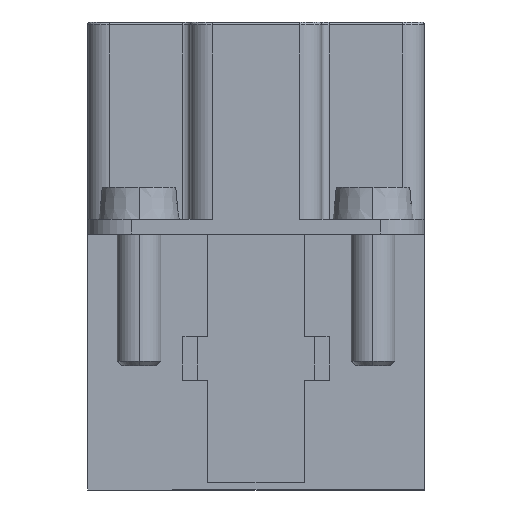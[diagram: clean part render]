
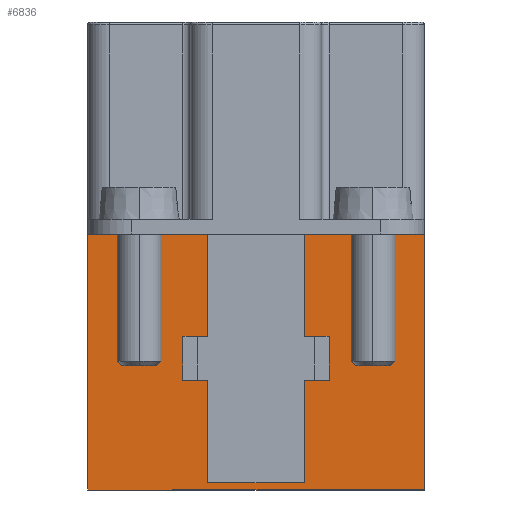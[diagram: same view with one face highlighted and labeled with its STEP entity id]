
A CAD part, left-side view. The second image highlights one B-rep face of the part: STEP entity #6836.
In plain terms, the highlighted planar face has unit normal (-1, 0, 0).
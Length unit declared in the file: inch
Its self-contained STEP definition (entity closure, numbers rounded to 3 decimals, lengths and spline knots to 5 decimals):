
#265 = VECTOR ( 'NONE', #514, 39.37008 ) ;
#514 = DIRECTION ( 'NONE',  ( 0., 0., -1. ) ) ;
#515 = LINE ( 'NONE', #9626, #8553 ) ;
#581 = VERTEX_POINT ( 'NONE', #5797 ) ;
#603 = CARTESIAN_POINT ( 'NONE',  ( -0.77953, -0.45276, -0.31496 ) ) ;
#632 = LINE ( 'NONE', #12467, #8220 ) ;
#1206 = VERTEX_POINT ( 'NONE', #2106 ) ;
#1348 = FACE_OUTER_BOUND ( 'NONE', #11035, .T. ) ;
#1413 = LINE ( 'NONE', #1494, #14499 ) ;
#1494 = CARTESIAN_POINT ( 'NONE',  ( -0.77953, -0.19685, -1.1811 ) ) ;
#1707 = CARTESIAN_POINT ( 'NONE',  ( -0.77953, -0.19685, -0.59055 ) ) ;
#1905 = CARTESIAN_POINT ( 'NONE',  ( -0.77953, -0.12992, -1.1811 ) ) ;
#2009 = CARTESIAN_POINT ( 'NONE',  ( -0.77953, -0.12992, -1.1811 ) ) ;
#2106 = CARTESIAN_POINT ( 'NONE',  ( -0.77953, -0.12992, -0.31496 ) ) ;
#2166 = DIRECTION ( 'NONE',  ( 0., 0., 1. ) ) ;
#2310 = ORIENTED_EDGE ( 'NONE', *, *, #7472, .T. ) ;
#2312 = CARTESIAN_POINT ( 'NONE',  ( -0.77953, 0.12992, -0.70866 ) ) ;
#2330 = LINE ( 'NONE', #5289, #6208 ) ;
#2637 = DIRECTION ( 'NONE',  ( 0., 1., 0. ) ) ;
#2726 = VERTEX_POINT ( 'NONE', #8555 ) ;
#3042 = AXIS2_PLACEMENT_3D ( 'NONE', #6497, #9154, #14421 ) ;
#3102 = ORIENTED_EDGE ( 'NONE', *, *, #8091, .T. ) ;
#3107 = DIRECTION ( 'NONE',  ( 0., -1., 0. ) ) ;
#3151 = CARTESIAN_POINT ( 'NONE',  ( -0.77953, -0.12992, -0.59055 ) ) ;
#3549 = VERTEX_POINT ( 'NONE', #6291 ) ;
#3729 = CARTESIAN_POINT ( 'NONE',  ( -0.77953, 0.19685, -1.1811 ) ) ;
#3731 = LINE ( 'NONE', #17343, #6187 ) ;
#3835 = DIRECTION ( 'NONE',  ( 0., -1., 0. ) ) ;
#3861 = LINE ( 'NONE', #17025, #12886 ) ;
#3905 = VECTOR ( 'NONE', #14264, 39.37008 ) ;
#4008 = VERTEX_POINT ( 'NONE', #3151 ) ;
#4104 = CARTESIAN_POINT ( 'NONE',  ( -0.77953, -0.45276, -1.00394 ) ) ;
#4281 = EDGE_CURVE ( 'NONE', #10915, #8945, #10506, .T. ) ;
#4380 = LINE ( 'NONE', #2009, #6943 ) ;
#4405 = ORIENTED_EDGE ( 'NONE', *, *, #13651, .T. ) ;
#4925 = ORIENTED_EDGE ( 'NONE', *, *, #5586, .F. ) ;
#5023 = VERTEX_POINT ( 'NONE', #7882 ) ;
#5035 = LINE ( 'NONE', #14526, #11911 ) ;
#5037 = DIRECTION ( 'NONE',  ( 0., 1., 0. ) ) ;
#5099 = PLANE ( 'NONE',  #3042 ) ;
#5162 = DIRECTION ( 'NONE',  ( 0., 0., -1. ) ) ;
#5289 = CARTESIAN_POINT ( 'NONE',  ( -0.77953, 0.45276, -1.1811 ) ) ;
#5425 = ORIENTED_EDGE ( 'NONE', *, *, #8262, .F. ) ;
#5520 = EDGE_CURVE ( 'NONE', #9067, #8945, #515, .T. ) ;
#5586 = EDGE_CURVE ( 'NONE', #16396, #16169, #5035, .T. ) ;
#5698 = EDGE_CURVE ( 'NONE', #9067, #1206, #14965, .T. ) ;
#5797 = CARTESIAN_POINT ( 'NONE',  ( -0.77953, -0.12992, -0.98425 ) ) ;
#5823 = EDGE_CURVE ( 'NONE', #16322, #3549, #1413, .T. ) ;
#5946 = DIRECTION ( 'NONE',  ( 0., -1., 0. ) ) ;
#5974 = VECTOR ( 'NONE', #16361, 39.37008 ) ;
#6064 = ORIENTED_EDGE ( 'NONE', *, *, #5823, .T. ) ;
#6130 = VECTOR ( 'NONE', #2166, 39.37008 ) ;
#6187 = VECTOR ( 'NONE', #10654, 39.37008 ) ;
#6208 = VECTOR ( 'NONE', #11797, 39.37008 ) ;
#6291 = CARTESIAN_POINT ( 'NONE',  ( -0.77953, -0.19685, -0.70866 ) ) ;
#6497 = CARTESIAN_POINT ( 'NONE',  ( -0.77953, 0.45276, -1.1811 ) ) ;
#6608 = CARTESIAN_POINT ( 'NONE',  ( -0.77953, -0.12992, -0.70866 ) ) ;
#6682 = ORIENTED_EDGE ( 'NONE', *, *, #13292, .T. ) ;
#6836 = ADVANCED_FACE ( 'NONE', ( #1348 ), #5099, .T. ) ;
#6943 = VECTOR ( 'NONE', #8321, 39.37008 ) ;
#7231 = VERTEX_POINT ( 'NONE', #14303 ) ;
#7472 = EDGE_CURVE ( 'NONE', #14602, #581, #4380, .T. ) ;
#7522 = ORIENTED_EDGE ( 'NONE', *, *, #15903, .T. ) ;
#7882 = CARTESIAN_POINT ( 'NONE',  ( -0.77953, 0.12992, -0.98425 ) ) ;
#7929 = EDGE_CURVE ( 'NONE', #1206, #4008, #16643, .T. ) ;
#8091 = EDGE_CURVE ( 'NONE', #2726, #16249, #14188, .T. ) ;
#8174 = ORIENTED_EDGE ( 'NONE', *, *, #14517, .T. ) ;
#8204 = ORIENTED_EDGE ( 'NONE', *, *, #4281, .T. ) ;
#8220 = VECTOR ( 'NONE', #5946, 39.37008 ) ;
#8262 = EDGE_CURVE ( 'NONE', #14602, #3549, #3731, .T. ) ;
#8321 = DIRECTION ( 'NONE',  ( 0., 0., -1. ) ) ;
#8390 = ORIENTED_EDGE ( 'NONE', *, *, #10772, .T. ) ;
#8553 = VECTOR ( 'NONE', #14985, 39.37008 ) ;
#8555 = CARTESIAN_POINT ( 'NONE',  ( -0.77953, 0.12992, -0.59055 ) ) ;
#8792 = CARTESIAN_POINT ( 'NONE',  ( -0.77953, 0.45276, -1.00394 ) ) ;
#8945 = VERTEX_POINT ( 'NONE', #4104 ) ;
#9067 = VERTEX_POINT ( 'NONE', #603 ) ;
#9154 = DIRECTION ( 'NONE',  ( -1., 0., 0. ) ) ;
#9435 = CARTESIAN_POINT ( 'NONE',  ( -0.77953, 0.12992, -1.1811 ) ) ;
#9626 = CARTESIAN_POINT ( 'NONE',  ( -0.77953, -0.45276, 0.25591 ) ) ;
#9691 = LINE ( 'NONE', #1707, #14991 ) ;
#10394 = DIRECTION ( 'NONE',  ( 0., -1., 0. ) ) ;
#10506 = LINE ( 'NONE', #11818, #12216 ) ;
#10654 = DIRECTION ( 'NONE',  ( 0., -1., 0. ) ) ;
#10772 = EDGE_CURVE ( 'NONE', #7231, #2726, #9691, .T. ) ;
#10915 = VERTEX_POINT ( 'NONE', #8792 ) ;
#11035 = EDGE_LOOP ( 'NONE', ( #4925, #6682, #8390, #3102, #14710, #8174, #8204, #14324, #17129, #14717, #13528, #6064, #5425, #2310, #4405, #7522 ) ) ;
#11353 = EDGE_CURVE ( 'NONE', #4008, #16322, #632, .T. ) ;
#11797 = DIRECTION ( 'NONE',  ( 0., 0., -1. ) ) ;
#11818 = CARTESIAN_POINT ( 'NONE',  ( -0.77953, -0.28346, -1.00394 ) ) ;
#11911 = VECTOR ( 'NONE', #10394, 39.37008 ) ;
#12216 = VECTOR ( 'NONE', #3835, 39.37008 ) ;
#12467 = CARTESIAN_POINT ( 'NONE',  ( -0.77953, -0.19685, -0.59055 ) ) ;
#12886 = VECTOR ( 'NONE', #2637, 39.37008 ) ;
#12990 = VERTEX_POINT ( 'NONE', #16111 ) ;
#13035 = CARTESIAN_POINT ( 'NONE',  ( -0.77953, 0.45276, -0.31496 ) ) ;
#13292 = EDGE_CURVE ( 'NONE', #16396, #7231, #17071, .T. ) ;
#13528 = ORIENTED_EDGE ( 'NONE', *, *, #11353, .T. ) ;
#13547 = VECTOR ( 'NONE', #5037, 39.37008 ) ;
#13651 = EDGE_CURVE ( 'NONE', #581, #5023, #3861, .T. ) ;
#14146 = CARTESIAN_POINT ( 'NONE',  ( -0.77953, 0.19685, -0.70866 ) ) ;
#14188 = LINE ( 'NONE', #14267, #6130 ) ;
#14264 = DIRECTION ( 'NONE',  ( 0., 0., 1. ) ) ;
#14267 = CARTESIAN_POINT ( 'NONE',  ( -0.77953, 0.12992, -1.1811 ) ) ;
#14303 = CARTESIAN_POINT ( 'NONE',  ( -0.77953, 0.19685, -0.59055 ) ) ;
#14324 = ORIENTED_EDGE ( 'NONE', *, *, #5520, .F. ) ;
#14421 = DIRECTION ( 'NONE',  ( 0., 0., 1. ) ) ;
#14499 = VECTOR ( 'NONE', #5162, 39.37008 ) ;
#14517 = EDGE_CURVE ( 'NONE', #12990, #10915, #2330, .T. ) ;
#14526 = CARTESIAN_POINT ( 'NONE',  ( -0.77953, -0.19685, -0.70866 ) ) ;
#14602 = VERTEX_POINT ( 'NONE', #6608 ) ;
#14710 = ORIENTED_EDGE ( 'NONE', *, *, #15808, .T. ) ;
#14711 = LINE ( 'NONE', #13035, #13547 ) ;
#14717 = ORIENTED_EDGE ( 'NONE', *, *, #7929, .T. ) ;
#14732 = VECTOR ( 'NONE', #16456, 39.37008 ) ;
#14878 = LINE ( 'NONE', #9435, #5974 ) ;
#14965 = LINE ( 'NONE', #15141, #14732 ) ;
#14985 = DIRECTION ( 'NONE',  ( 0., 0., -1. ) ) ;
#14991 = VECTOR ( 'NONE', #3107, 39.37008 ) ;
#15141 = CARTESIAN_POINT ( 'NONE',  ( -0.77953, 0.45276, -0.31496 ) ) ;
#15808 = EDGE_CURVE ( 'NONE', #16249, #12990, #14711, .T. ) ;
#15903 = EDGE_CURVE ( 'NONE', #5023, #16169, #14878, .T. ) ;
#16078 = CARTESIAN_POINT ( 'NONE',  ( -0.77953, 0.12992, -0.31496 ) ) ;
#16111 = CARTESIAN_POINT ( 'NONE',  ( -0.77953, 0.45276, -0.31496 ) ) ;
#16169 = VERTEX_POINT ( 'NONE', #2312 ) ;
#16249 = VERTEX_POINT ( 'NONE', #16078 ) ;
#16322 = VERTEX_POINT ( 'NONE', #16437 ) ;
#16361 = DIRECTION ( 'NONE',  ( 0., 0., 1. ) ) ;
#16396 = VERTEX_POINT ( 'NONE', #14146 ) ;
#16437 = CARTESIAN_POINT ( 'NONE',  ( -0.77953, -0.19685, -0.59055 ) ) ;
#16456 = DIRECTION ( 'NONE',  ( 0., 1., 0. ) ) ;
#16643 = LINE ( 'NONE', #1905, #265 ) ;
#17025 = CARTESIAN_POINT ( 'NONE',  ( -0.77953, 0.45276, -0.98425 ) ) ;
#17071 = LINE ( 'NONE', #3729, #3905 ) ;
#17129 = ORIENTED_EDGE ( 'NONE', *, *, #5698, .T. ) ;
#17343 = CARTESIAN_POINT ( 'NONE',  ( -0.77953, -0.19685, -0.70866 ) ) ;
